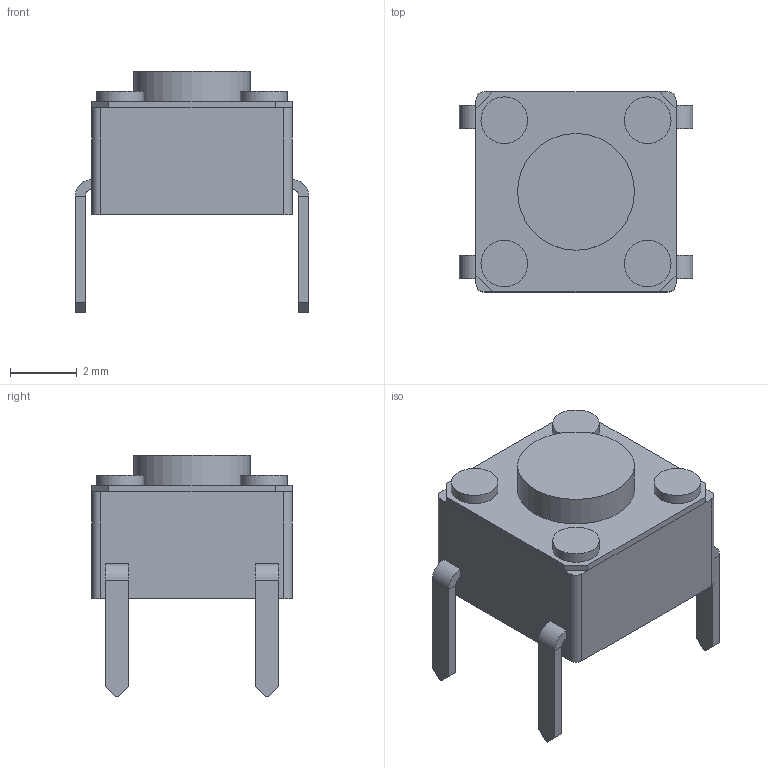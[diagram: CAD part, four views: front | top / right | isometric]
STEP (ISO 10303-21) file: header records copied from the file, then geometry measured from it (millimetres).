
FILE_DESCRIPTION(('FreeCAD Model'),'2;1');
FILE_NAME('B3F-1000.step' ,'2020-09-08T01:35:09',('Author'),(''), 'Open CASCADE STEP processor 7.3','FreeCAD','Unknown');
FILE_SCHEMA(('AUTOMOTIVE_DESIGN { 1 0 10303 214 1 1 1 1 }'));
Length unit declared in the file: millimetre
Products named in the file (1): Chamfer003
Bounding box: 7 x 6 x 7.25 mm (x, y, z)
Volume: 135.9 mm3; surface area: 198.3 mm2
Topology: 1 solids, 1 shells, 76 faces, 171 edges, 106 vertices
Faces by surface type: plane 59, cylinder 17
Full cylindrical faces by diameter (mm): 1.4 x4, 3.5 x1
Entity records: 4891 total; most frequent: CARTESIAN_POINT 786, DIRECTION 686, LINE 445, VECTOR 445, ORIENTED_EDGE 342, PCURVE 342, DEFINITIONAL_REPRESENTATION 342, EDGE_CURVE 171
